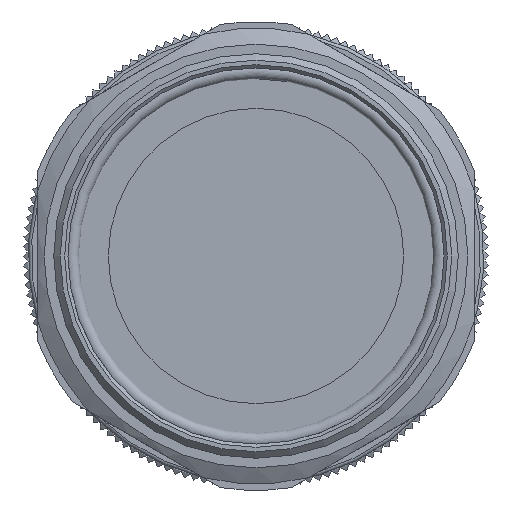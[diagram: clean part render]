
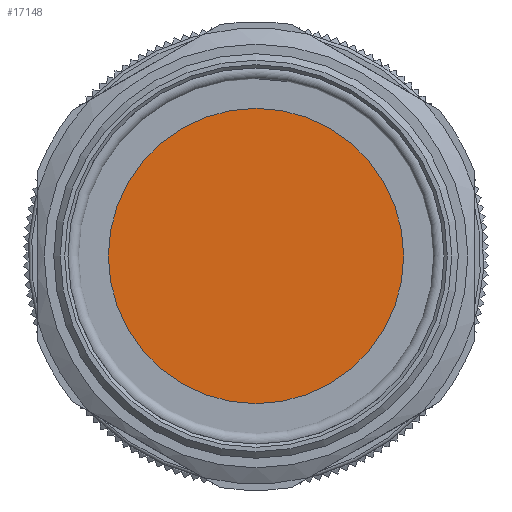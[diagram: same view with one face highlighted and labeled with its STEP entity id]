
A CAD part, left-side view. The second image highlights one B-rep face of the part: STEP entity #17148.
In plain terms, the highlighted planar face has unit normal (-1, 0, 0).
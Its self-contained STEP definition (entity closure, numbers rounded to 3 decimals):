
#4720=FACE_OUTER_BOUND('',#5661,.T.);
#5661=EDGE_LOOP('',(#11485,#11486));
#6677=CIRCLE('',#18125,23.);
#6678=CIRCLE('',#18126,23.);
#7056=VERTEX_POINT('',#22880);
#7057=VERTEX_POINT('',#22881);
#8822=EDGE_CURVE('',#7056,#7057,#6677,.T.);
#8823=EDGE_CURVE('',#7057,#7056,#6678,.T.);
#11485=ORIENTED_EDGE('',*,*,#8822,.F.);
#11486=ORIENTED_EDGE('',*,*,#8823,.F.);
#16617=PLANE('',#18124);
#17148=ADVANCED_FACE('',(#4720),#16617,.F.);
#18124=AXIS2_PLACEMENT_3D('',#22879,#19178,#19179);
#18125=AXIS2_PLACEMENT_3D('',#22882,#19180,#19181);
#18126=AXIS2_PLACEMENT_3D('',#22883,#19182,#19183);
#19178=DIRECTION('center_axis',(1.,0.,0.));
#19179=DIRECTION('ref_axis',(0.,0.,-1.));
#19180=DIRECTION('center_axis',(1.,0.,0.));
#19181=DIRECTION('ref_axis',(0.,0.,-1.));
#19182=DIRECTION('center_axis',(1.,0.,0.));
#19183=DIRECTION('ref_axis',(0.,0.,-1.));
#22879=CARTESIAN_POINT('Origin',(0.61,-0.646,0.));
#22880=CARTESIAN_POINT('',(0.61,22.354,0.));
#22881=CARTESIAN_POINT('',(0.61,-23.646,0.));
#22882=CARTESIAN_POINT('Origin',(0.61,-0.646,0.));
#22883=CARTESIAN_POINT('Origin',(0.61,-0.646,0.));
